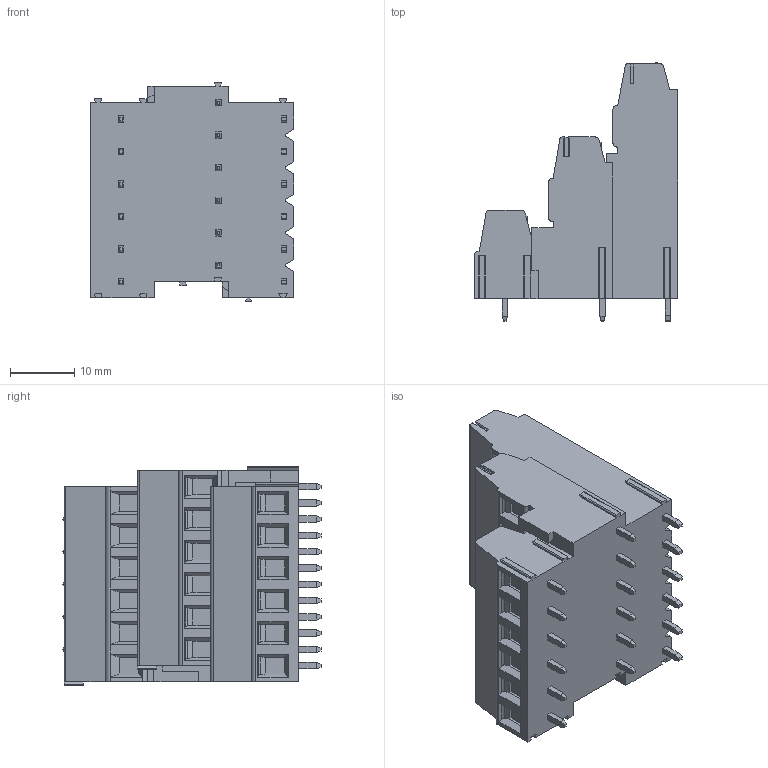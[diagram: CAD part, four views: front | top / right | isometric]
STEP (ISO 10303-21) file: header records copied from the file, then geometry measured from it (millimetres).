
FILE_DESCRIPTION((''),'2;1');
FILE_NAME('TL338VH3R-XXP-XS','2025-02-26T',('yanfa'),(''),'PRO/ENGINEER BY PARAMETRIC TECHNOLOGY CORPORATION, 2009280','PRO/ENGINEER BY PARAMETRIC TECHNOLOGY CORPORATION, 2009280','');
FILE_SCHEMA(('AUTOMOTIVE_DESIGN_CC2 { 1 2 10303 214 -1 1 5 2 }'));
Length unit declared in the file: millimetre
Products named in the file (1): TL338VH3R-XXP-XS
Bounding box: 31.8 x 40.3 x 34.17 mm (x, y, z)
Volume: 21295.7 mm3; surface area: 7897.7 mm2
Topology: 1 solids, 1 shells, 967 faces, 2409 edges, 1499 vertices
Faces by surface type: plane 630, cylinder 207, cone 72, torus 36, sphere 22
Entity records: 28617 total; most frequent: CARTESIAN_POINT 5513, ORIENTED_EDGE 4798, DIRECTION 4737, EDGE_CURVE 2399, VECTOR 1755, LINE 1755, VERTEX_POINT 1499, AXIS2_PLACEMENT_3D 1491
